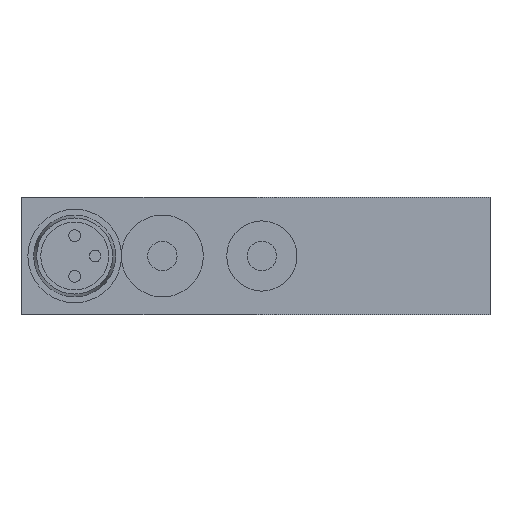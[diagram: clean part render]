
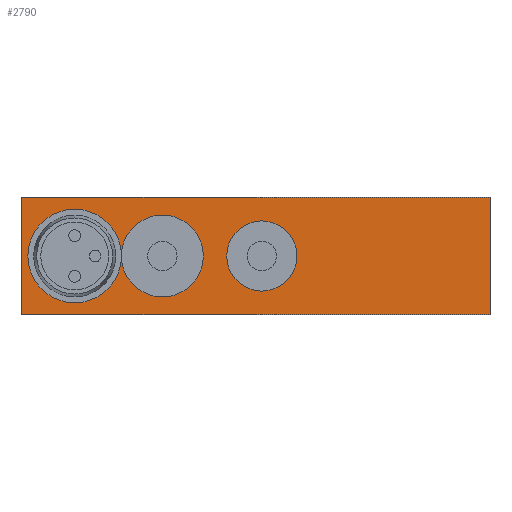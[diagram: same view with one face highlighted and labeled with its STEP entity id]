
A CAD part, left-side view. The second image highlights one B-rep face of the part: STEP entity #2790.
In plain terms, the highlighted planar face has unit normal (-1, 0, 0).
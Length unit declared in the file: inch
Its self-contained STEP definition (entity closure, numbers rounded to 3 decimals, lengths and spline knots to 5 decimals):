
#25 = CARTESIAN_POINT ( 'NONE',  ( -1.23858, -0.59004, 0. ) ) ;
#120 = LINE ( 'NONE', #1722, #764 ) ;
#127 = CARTESIAN_POINT ( 'NONE',  ( -1.23858, -0.59004, 0.3937 ) ) ;
#212 = EDGE_CURVE ( 'NONE', #616, #616, #879, .T. ) ;
#265 = EDGE_LOOP ( 'NONE', ( #643 ) ) ;
#279 = FACE_BOUND ( 'NONE', #1291, .T. ) ;
#400 = LINE ( 'NONE', #1138, #1508 ) ;
#499 = VERTEX_POINT ( 'NONE', #127 ) ;
#541 = VERTEX_POINT ( 'NONE', #2053 ) ;
#616 = VERTEX_POINT ( 'NONE', #2267 ) ;
#643 = ORIENTED_EDGE ( 'NONE', *, *, #944, .T. ) ;
#658 = DIRECTION ( 'NONE',  ( 1., 0., 0. ) ) ;
#753 = EDGE_CURVE ( 'NONE', #541, #1456, #953, .T. ) ;
#764 = VECTOR ( 'NONE', #2645, 39.37008 ) ;
#866 = DIRECTION ( 'NONE',  ( 1., 0., 0. ) ) ;
#879 = CIRCLE ( 'NONE', #1174, 0.1378 ) ;
#884 = EDGE_LOOP ( 'NONE', ( #2971 ) ) ;
#903 = DIRECTION ( 'NONE',  ( 0., 1., 0. ) ) ;
#941 = EDGE_CURVE ( 'NONE', #2157, #541, #400, .T. ) ;
#944 = EDGE_CURVE ( 'NONE', #2043, #2043, #2525, .T. ) ;
#953 = LINE ( 'NONE', #2197, #2912 ) ;
#1106 = DIRECTION ( 'NONE',  ( 0., 0., 1. ) ) ;
#1138 = CARTESIAN_POINT ( 'NONE',  ( -1.23858, 0.19736, 0. ) ) ;
#1174 = AXIS2_PLACEMENT_3D ( 'NONE', #2055, #866, #2491 ) ;
#1222 = EDGE_CURVE ( 'NONE', #499, #1456, #120, .T. ) ;
#1291 = EDGE_LOOP ( 'NONE', ( #1830 ) ) ;
#1325 = DIRECTION ( 'NONE',  ( 0., 0., -1. ) ) ;
#1329 = LINE ( 'NONE', #2892, #1368 ) ;
#1368 = VECTOR ( 'NONE', #1106, 39.37008 ) ;
#1375 = EDGE_CURVE ( 'NONE', #1829, #1829, #1835, .T. ) ;
#1420 = ORIENTED_EDGE ( 'NONE', *, *, #941, .F. ) ;
#1456 = VERTEX_POINT ( 'NONE', #2518 ) ;
#1508 = VECTOR ( 'NONE', #903, 39.37008 ) ;
#1637 = AXIS2_PLACEMENT_3D ( 'NONE', #2297, #658, #1325 ) ;
#1646 = DIRECTION ( 'NONE',  ( -1., 0., 0. ) ) ;
#1722 = CARTESIAN_POINT ( 'NONE',  ( -1.23858, -0.59004, 0.3937 ) ) ;
#1785 = CARTESIAN_POINT ( 'NONE',  ( -1.23858, 0.8076, 0.05906 ) ) ;
#1804 = DIRECTION ( 'NONE',  ( 0., 0., -1. ) ) ;
#1829 = VERTEX_POINT ( 'NONE', #2749 ) ;
#1830 = ORIENTED_EDGE ( 'NONE', *, *, #212, .T. ) ;
#1835 = CIRCLE ( 'NONE', #1637, 0.11811 ) ;
#1843 = DIRECTION ( 'NONE',  ( 1., 0., 0. ) ) ;
#1863 = FACE_BOUND ( 'NONE', #265, .T. ) ;
#1891 = PLANE ( 'NONE',  #2643 ) ;
#1979 = CARTESIAN_POINT ( 'NONE',  ( -1.23858, -0.59004, 0. ) ) ;
#2004 = EDGE_CURVE ( 'NONE', #2157, #499, #1329, .T. ) ;
#2043 = VERTEX_POINT ( 'NONE', #1785 ) ;
#2053 = CARTESIAN_POINT ( 'NONE',  ( -1.23858, 0.98476, 0. ) ) ;
#2055 = CARTESIAN_POINT ( 'NONE',  ( -1.23858, 0.51232, 0.19685 ) ) ;
#2102 = ORIENTED_EDGE ( 'NONE', *, *, #753, .F. ) ;
#2104 = FACE_OUTER_BOUND ( 'NONE', #2700, .T. ) ;
#2157 = VERTEX_POINT ( 'NONE', #1979 ) ;
#2197 = CARTESIAN_POINT ( 'NONE',  ( -1.23858, 0.98476, 0. ) ) ;
#2225 = DIRECTION ( 'NONE',  ( 0., 0., 1. ) ) ;
#2267 = CARTESIAN_POINT ( 'NONE',  ( -1.23858, 0.51232, 0.05906 ) ) ;
#2276 = ORIENTED_EDGE ( 'NONE', *, *, #1222, .T. ) ;
#2297 = CARTESIAN_POINT ( 'NONE',  ( -1.23858, 0.17767, 0.19685 ) ) ;
#2433 = AXIS2_PLACEMENT_3D ( 'NONE', #2766, #1843, #1804 ) ;
#2491 = DIRECTION ( 'NONE',  ( 0., 0., -1. ) ) ;
#2518 = CARTESIAN_POINT ( 'NONE',  ( -1.23858, 0.98476, 0.3937 ) ) ;
#2525 = CIRCLE ( 'NONE', #2433, 0.1378 ) ;
#2569 = DIRECTION ( 'NONE',  ( 0., 0., 1. ) ) ;
#2591 = ORIENTED_EDGE ( 'NONE', *, *, #2004, .T. ) ;
#2643 = AXIS2_PLACEMENT_3D ( 'NONE', #25, #1646, #2569 ) ;
#2645 = DIRECTION ( 'NONE',  ( 0., 1., 0. ) ) ;
#2700 = EDGE_LOOP ( 'NONE', ( #2276, #2102, #1420, #2591 ) ) ;
#2749 = CARTESIAN_POINT ( 'NONE',  ( -1.23858, 0.17767, 0.07874 ) ) ;
#2766 = CARTESIAN_POINT ( 'NONE',  ( -1.23858, 0.8076, 0.19685 ) ) ;
#2780 = FACE_BOUND ( 'NONE', #884, .T. ) ;
#2790 = ADVANCED_FACE ( 'NONE', ( #1863, #2780, #279, #2104 ), #1891, .T. ) ;
#2892 = CARTESIAN_POINT ( 'NONE',  ( -1.23858, -0.59004, 0. ) ) ;
#2912 = VECTOR ( 'NONE', #2225, 39.37008 ) ;
#2971 = ORIENTED_EDGE ( 'NONE', *, *, #1375, .T. ) ;
